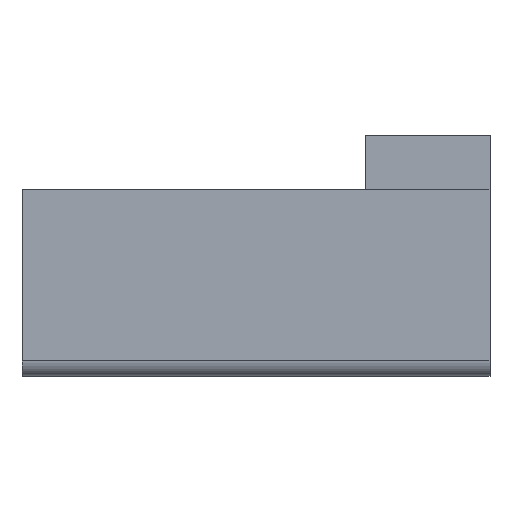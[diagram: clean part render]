
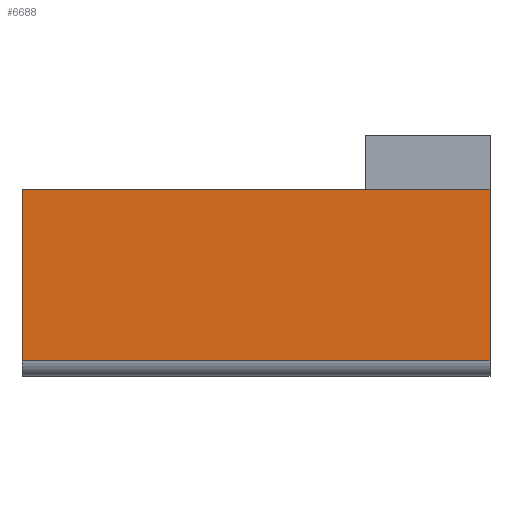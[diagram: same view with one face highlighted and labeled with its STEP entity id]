
A CAD part, left-side view. The second image highlights one B-rep face of the part: STEP entity #6688.
In plain terms, the highlighted planar face has unit normal (-1, 0, 0).
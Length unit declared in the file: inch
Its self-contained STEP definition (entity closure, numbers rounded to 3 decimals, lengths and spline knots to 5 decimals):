
#108 = VERTEX_POINT ( 'NONE', #5924 ) ;
#436 = DIRECTION ( 'NONE',  ( 0., -1., 0. ) ) ;
#538 = ORIENTED_EDGE ( 'NONE', *, *, #6546, .F. ) ;
#931 = DIRECTION ( 'NONE',  ( 0., 0., -1. ) ) ;
#1006 = CARTESIAN_POINT ( 'NONE',  ( -2.76563, -1.875, 0.75 ) ) ;
#1362 = LINE ( 'NONE', #3067, #6619 ) ;
#1666 = AXIS2_PLACEMENT_3D ( 'NONE', #4866, #5356, #1797 ) ;
#1725 = ORIENTED_EDGE ( 'NONE', *, *, #4494, .T. ) ;
#1797 = DIRECTION ( 'NONE',  ( 0., 0., -1. ) ) ;
#2532 = DIRECTION ( 'NONE',  ( 0., 0., -1. ) ) ;
#2843 = VERTEX_POINT ( 'NONE', #2954 ) ;
#2954 = CARTESIAN_POINT ( 'NONE',  ( -2.76563, 1.875, -0.625 ) ) ;
#3067 = CARTESIAN_POINT ( 'NONE',  ( -2.76563, 1.875, 0.75 ) ) ;
#3161 = EDGE_CURVE ( 'NONE', #2843, #4927, #5634, .T. ) ;
#3565 = ORIENTED_EDGE ( 'NONE', *, *, #6316, .F. ) ;
#3609 = EDGE_LOOP ( 'NONE', ( #1725, #4661, #3565, #538 ) ) ;
#4018 = CARTESIAN_POINT ( 'NONE',  ( -2.76563, -1.875, -0.625 ) ) ;
#4059 = CARTESIAN_POINT ( 'NONE',  ( -2.76563, -1.875, 0.75 ) ) ;
#4097 = DIRECTION ( 'NONE',  ( 0., -1., 0. ) ) ;
#4153 = PLANE ( 'NONE',  #1666 ) ;
#4315 = LINE ( 'NONE', #5986, #6634 ) ;
#4494 = EDGE_CURVE ( 'NONE', #108, #2843, #1362, .T. ) ;
#4607 = VECTOR ( 'NONE', #436, 39.37008 ) ;
#4661 = ORIENTED_EDGE ( 'NONE', *, *, #3161, .T. ) ;
#4866 = CARTESIAN_POINT ( 'NONE',  ( -2.76563, -1.875, 0.75 ) ) ;
#4927 = VERTEX_POINT ( 'NONE', #4018 ) ;
#5356 = DIRECTION ( 'NONE',  ( 1., 0., 0. ) ) ;
#5634 = LINE ( 'NONE', #6283, #4607 ) ;
#5924 = CARTESIAN_POINT ( 'NONE',  ( -2.76563, 1.875, 0.75 ) ) ;
#5986 = CARTESIAN_POINT ( 'NONE',  ( -2.76563, -1.875, 0.75 ) ) ;
#6283 = CARTESIAN_POINT ( 'NONE',  ( -2.76563, -1.875, -0.625 ) ) ;
#6316 = EDGE_CURVE ( 'NONE', #6474, #4927, #4315, .T. ) ;
#6420 = FACE_OUTER_BOUND ( 'NONE', #3609, .T. ) ;
#6474 = VERTEX_POINT ( 'NONE', #1006 ) ;
#6546 = EDGE_CURVE ( 'NONE', #108, #6474, #7026, .T. ) ;
#6619 = VECTOR ( 'NONE', #2532, 39.37008 ) ;
#6634 = VECTOR ( 'NONE', #931, 39.37008 ) ;
#6688 = ADVANCED_FACE ( 'NONE', ( #6420 ), #4153, .F. ) ;
#7005 = VECTOR ( 'NONE', #4097, 39.37008 ) ;
#7026 = LINE ( 'NONE', #4059, #7005 ) ;
